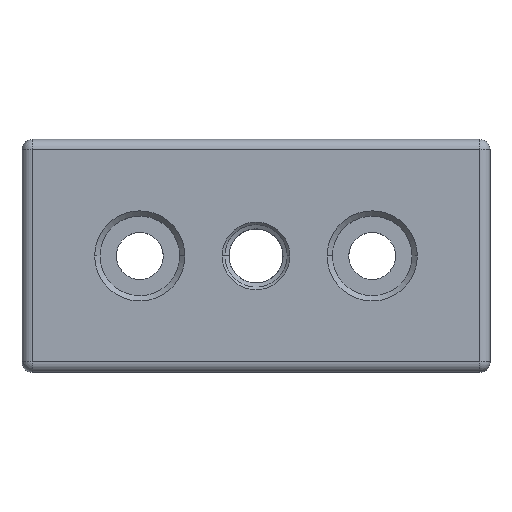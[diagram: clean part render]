
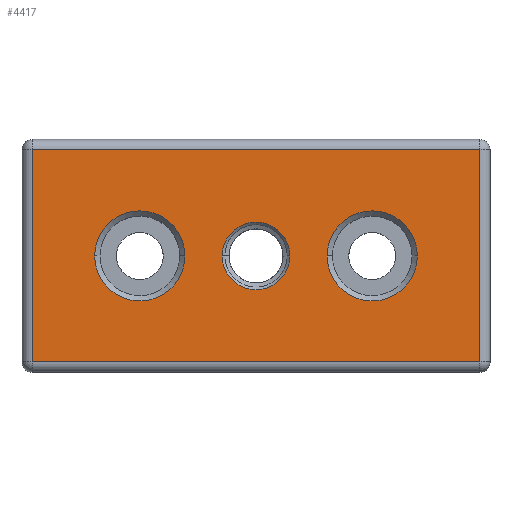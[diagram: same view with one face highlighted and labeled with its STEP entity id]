
A CAD part, top view. The second image highlights one B-rep face of the part: STEP entity #4417.
In plain terms, the highlighted planar face has unit normal (0, 0, 1).
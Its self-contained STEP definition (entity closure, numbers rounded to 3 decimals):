
#40 = PLANE ( 'NONE',  #4179 ) ;
#114 = EDGE_CURVE ( 'NONE', #829, #193, #4892, .T. ) ;
#175 = DIRECTION ( 'NONE',  ( 0., 0., -1. ) ) ;
#193 = VERTEX_POINT ( 'NONE', #1629 ) ;
#270 = VERTEX_POINT ( 'NONE', #3559 ) ;
#280 = EDGE_LOOP ( 'NONE', ( #2498, #935 ) ) ;
#318 = CARTESIAN_POINT ( 'NONE',  ( 22.6, 22.35, 16. ) ) ;
#336 = CARTESIAN_POINT ( 'NONE',  ( 87.8, 0., 16. ) ) ;
#365 = ORIENTED_EDGE ( 'NONE', *, *, #4621, .T. ) ;
#379 = CARTESIAN_POINT ( 'NONE',  ( 44.9, 22.35, 16. ) ) ;
#496 = CARTESIAN_POINT ( 'NONE',  ( 0., 2., 16. ) ) ;
#524 = DIRECTION ( 'NONE',  ( 0., 0., -1. ) ) ;
#563 = DIRECTION ( 'NONE',  ( 0., -1., 0. ) ) ;
#626 = CARTESIAN_POINT ( 'NONE',  ( 13.95, 22.35, 16. ) ) ;
#634 = VECTOR ( 'NONE', #1032, 1000. ) ;
#643 = CARTESIAN_POINT ( 'NONE',  ( 38.4, 22.35, 16. ) ) ;
#713 = FACE_OUTER_BOUND ( 'NONE', #5072, .T. ) ;
#747 = ORIENTED_EDGE ( 'NONE', *, *, #4138, .T. ) ;
#787 = DIRECTION ( 'NONE',  ( -1., 0., 0. ) ) ;
#791 = DIRECTION ( 'NONE',  ( 0., 1., 0. ) ) ;
#829 = VERTEX_POINT ( 'NONE', #643 ) ;
#924 = VERTEX_POINT ( 'NONE', #5454 ) ;
#927 = FACE_BOUND ( 'NONE', #280, .T. ) ;
#935 = ORIENTED_EDGE ( 'NONE', *, *, #114, .T. ) ;
#1032 = DIRECTION ( 'NONE',  ( -1., 0., 0. ) ) ;
#1035 = CARTESIAN_POINT ( 'NONE',  ( 0., 0., 16. ) ) ;
#1098 = CIRCLE ( 'NONE', #2484, 8.65 ) ;
#1120 = DIRECTION ( 'NONE',  ( -1., 0., 0. ) ) ;
#1164 = LINE ( 'NONE', #4491, #1455 ) ;
#1190 = AXIS2_PLACEMENT_3D ( 'NONE', #2027, #2517, #5424 ) ;
#1376 = VERTEX_POINT ( 'NONE', #626 ) ;
#1455 = VECTOR ( 'NONE', #1575, 1000. ) ;
#1527 = VECTOR ( 'NONE', #5336, 1000. ) ;
#1575 = DIRECTION ( 'NONE',  ( 0., -1., 0. ) ) ;
#1626 = VERTEX_POINT ( 'NONE', #2214 ) ;
#1629 = CARTESIAN_POINT ( 'NONE',  ( 51.4, 22.35, 16. ) ) ;
#1663 = EDGE_CURVE ( 'NONE', #193, #829, #5196, .T. ) ;
#1692 = ORIENTED_EDGE ( 'NONE', *, *, #3588, .T. ) ;
#1739 = AXIS2_PLACEMENT_3D ( 'NONE', #4944, #175, #1120 ) ;
#1816 = DIRECTION ( 'NONE',  ( 0., 0., -1. ) ) ;
#1868 = CARTESIAN_POINT ( 'NONE',  ( 2., 42.7, 16. ) ) ;
#1899 = LINE ( 'NONE', #336, #5284 ) ;
#1903 = ORIENTED_EDGE ( 'NONE', *, *, #4931, .T. ) ;
#2027 = CARTESIAN_POINT ( 'NONE',  ( 22.6, 22.35, 16. ) ) ;
#2094 = CARTESIAN_POINT ( 'NONE',  ( 67.2, 22.35, 16. ) ) ;
#2214 = CARTESIAN_POINT ( 'NONE',  ( 75.85, 22.35, 16. ) ) ;
#2219 = VERTEX_POINT ( 'NONE', #3580 ) ;
#2272 = LINE ( 'NONE', #5320, #634 ) ;
#2484 = AXIS2_PLACEMENT_3D ( 'NONE', #6176, #1816, #5668 ) ;
#2498 = ORIENTED_EDGE ( 'NONE', *, *, #1663, .T. ) ;
#2517 = DIRECTION ( 'NONE',  ( 0., 0., -1. ) ) ;
#2530 = VERTEX_POINT ( 'NONE', #3922 ) ;
#2745 = LINE ( 'NONE', #496, #1527 ) ;
#3101 = EDGE_CURVE ( 'NONE', #6071, #2530, #1164, .T. ) ;
#3107 = AXIS2_PLACEMENT_3D ( 'NONE', #2094, #5014, #4925 ) ;
#3124 = FACE_BOUND ( 'NONE', #5700, .T. ) ;
#3266 = CIRCLE ( 'NONE', #5667, 8.65 ) ;
#3303 = EDGE_CURVE ( 'NONE', #270, #1626, #1098, .T. ) ;
#3559 = CARTESIAN_POINT ( 'NONE',  ( 58.55, 22.35, 16. ) ) ;
#3578 = VERTEX_POINT ( 'NONE', #4897 ) ;
#3580 = CARTESIAN_POINT ( 'NONE',  ( 87.8, 42.7, 16. ) ) ;
#3588 = EDGE_CURVE ( 'NONE', #924, #1376, #4755, .T. ) ;
#3691 = DIRECTION ( 'NONE',  ( 0., 0., -1. ) ) ;
#3736 = ORIENTED_EDGE ( 'NONE', *, *, #4564, .T. ) ;
#3922 = CARTESIAN_POINT ( 'NONE',  ( 2., 2., 16. ) ) ;
#4108 = ORIENTED_EDGE ( 'NONE', *, *, #4317, .T. ) ;
#4138 = EDGE_CURVE ( 'NONE', #2530, #3578, #2745, .T. ) ;
#4179 = AXIS2_PLACEMENT_3D ( 'NONE', #1035, #524, #563 ) ;
#4229 = FACE_BOUND ( 'NONE', #5915, .T. ) ;
#4260 = ORIENTED_EDGE ( 'NONE', *, *, #3303, .T. ) ;
#4317 = EDGE_CURVE ( 'NONE', #1626, #270, #5132, .T. ) ;
#4417 = ADVANCED_FACE ( 'NONE', ( #713, #927, #3124, #4229 ), #40, .F. ) ;
#4491 = CARTESIAN_POINT ( 'NONE',  ( 2., 0., 16. ) ) ;
#4564 = EDGE_CURVE ( 'NONE', #1376, #924, #3266, .T. ) ;
#4621 = EDGE_CURVE ( 'NONE', #3578, #2219, #1899, .T. ) ;
#4755 = CIRCLE ( 'NONE', #1190, 8.65 ) ;
#4892 = CIRCLE ( 'NONE', #1739, 6.5 ) ;
#4897 = CARTESIAN_POINT ( 'NONE',  ( 87.8, 2., 16. ) ) ;
#4925 = DIRECTION ( 'NONE',  ( -1., 0., 0. ) ) ;
#4931 = EDGE_CURVE ( 'NONE', #2219, #6071, #2272, .T. ) ;
#4944 = CARTESIAN_POINT ( 'NONE',  ( 44.9, 22.35, 16. ) ) ;
#5014 = DIRECTION ( 'NONE',  ( 0., 0., -1. ) ) ;
#5072 = EDGE_LOOP ( 'NONE', ( #365, #1903, #5331, #747 ) ) ;
#5132 = CIRCLE ( 'NONE', #3107, 8.65 ) ;
#5196 = CIRCLE ( 'NONE', #5577, 6.5 ) ;
#5284 = VECTOR ( 'NONE', #791, 1000. ) ;
#5320 = CARTESIAN_POINT ( 'NONE',  ( 0., 42.7, 16. ) ) ;
#5331 = ORIENTED_EDGE ( 'NONE', *, *, #3101, .T. ) ;
#5336 = DIRECTION ( 'NONE',  ( 1., 0., 0. ) ) ;
#5424 = DIRECTION ( 'NONE',  ( -1., 0., 0. ) ) ;
#5454 = CARTESIAN_POINT ( 'NONE',  ( 31.25, 22.35, 16. ) ) ;
#5577 = AXIS2_PLACEMENT_3D ( 'NONE', #379, #3691, #787 ) ;
#5622 = DIRECTION ( 'NONE',  ( 0., 0., -1. ) ) ;
#5637 = DIRECTION ( 'NONE',  ( -1., 0., 0. ) ) ;
#5667 = AXIS2_PLACEMENT_3D ( 'NONE', #318, #5622, #5637 ) ;
#5668 = DIRECTION ( 'NONE',  ( -1., 0., 0. ) ) ;
#5700 = EDGE_LOOP ( 'NONE', ( #4108, #4260 ) ) ;
#5915 = EDGE_LOOP ( 'NONE', ( #1692, #3736 ) ) ;
#6071 = VERTEX_POINT ( 'NONE', #1868 ) ;
#6176 = CARTESIAN_POINT ( 'NONE',  ( 67.2, 22.35, 16. ) ) ;
